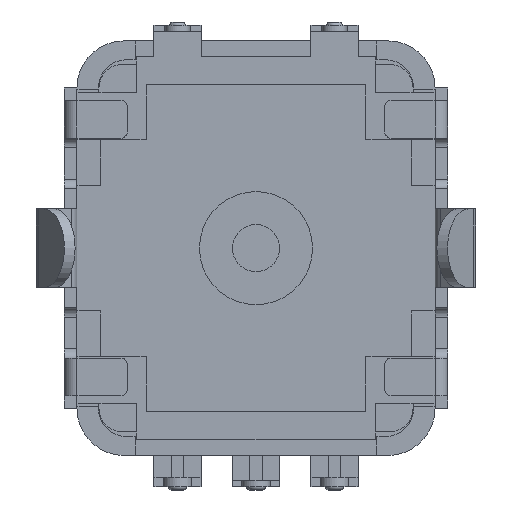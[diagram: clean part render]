
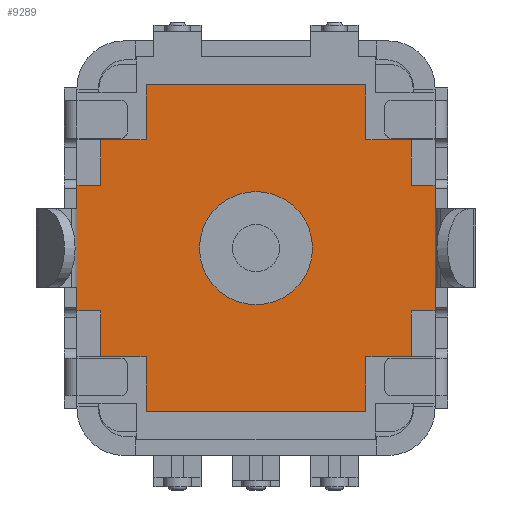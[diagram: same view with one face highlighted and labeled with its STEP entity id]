
A CAD part, front view. The second image highlights one B-rep face of the part: STEP entity #9289.
In plain terms, the highlighted planar face has unit normal (0, -1, 0).
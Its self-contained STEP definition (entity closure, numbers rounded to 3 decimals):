
#960=DIRECTION('',(0.,0.,1.));
#961=VECTOR('',#960,2.5);
#962=CARTESIAN_POINT('',(-5.7,-5.1,-1.25));
#963=LINE('',#962,#961);
#964=DIRECTION('',(0.,0.,1.));
#965=VECTOR('',#964,2.5);
#966=CARTESIAN_POINT('',(5.7,-5.1,-1.25));
#967=LINE('',#966,#965);
#968=DIRECTION('',(0.,0.,1.));
#969=VECTOR('',#968,0.75);
#970=CARTESIAN_POINT('',(5.7,-5.1,-2.));
#971=LINE('',#970,#969);
#972=DIRECTION('',(1.,0.,0.));
#973=VECTOR('',#972,0.75);
#974=CARTESIAN_POINT('',(4.95,-5.1,-2.));
#975=LINE('',#974,#973);
#976=DIRECTION('',(0.,0.,1.));
#977=VECTOR('',#976,1.45);
#978=CARTESIAN_POINT('',(4.95,-5.1,-3.45));
#979=LINE('',#978,#977);
#980=DIRECTION('',(1.,0.,0.));
#981=VECTOR('',#980,1.45);
#982=CARTESIAN_POINT('',(3.5,-5.1,-3.45));
#983=LINE('',#982,#981);
#984=DIRECTION('',(0.,0.,1.));
#985=VECTOR('',#984,1.75);
#986=CARTESIAN_POINT('',(3.5,-5.1,-5.2));
#987=LINE('',#986,#985);
#988=DIRECTION('',(1.,0.,0.));
#989=VECTOR('',#988,7.);
#990=CARTESIAN_POINT('',(-3.5,-5.1,-5.2));
#991=LINE('',#990,#989);
#992=DIRECTION('',(0.,0.,-1.));
#993=VECTOR('',#992,1.75);
#994=CARTESIAN_POINT('',(-3.5,-5.1,-3.45));
#995=LINE('',#994,#993);
#996=DIRECTION('',(1.,0.,0.));
#997=VECTOR('',#996,1.45);
#998=CARTESIAN_POINT('',(-4.95,-5.1,-3.45));
#999=LINE('',#998,#997);
#1000=DIRECTION('',(0.,0.,-1.));
#1001=VECTOR('',#1000,1.45);
#1002=CARTESIAN_POINT('',(-4.95,-5.1,-2.));
#1003=LINE('',#1002,#1001);
#1004=DIRECTION('',(1.,0.,0.));
#1005=VECTOR('',#1004,0.75);
#1006=CARTESIAN_POINT('',(-5.7,-5.1,-2.));
#1007=LINE('',#1006,#1005);
#1008=DIRECTION('',(0.,0.,-1.));
#1009=VECTOR('',#1008,0.75);
#1010=CARTESIAN_POINT('',(-5.7,-5.1,-1.25));
#1011=LINE('',#1010,#1009);
#1012=DIRECTION('',(0.,0.,-1.));
#1013=VECTOR('',#1012,0.75);
#1014=CARTESIAN_POINT('',(-5.7,-5.1,2.));
#1015=LINE('',#1014,#1013);
#1016=DIRECTION('',(-1.,0.,0.));
#1017=VECTOR('',#1016,0.75);
#1018=CARTESIAN_POINT('',(-4.95,-5.1,2.));
#1019=LINE('',#1018,#1017);
#1020=DIRECTION('',(0.,0.,-1.));
#1021=VECTOR('',#1020,1.45);
#1022=CARTESIAN_POINT('',(-4.95,-5.1,3.45));
#1023=LINE('',#1022,#1021);
#1024=DIRECTION('',(-1.,0.,0.));
#1025=VECTOR('',#1024,1.45);
#1026=CARTESIAN_POINT('',(-3.5,-5.1,3.45));
#1027=LINE('',#1026,#1025);
#1028=DIRECTION('',(0.,0.,-1.));
#1029=VECTOR('',#1028,1.75);
#1030=CARTESIAN_POINT('',(-3.5,-5.1,5.2));
#1031=LINE('',#1030,#1029);
#1032=DIRECTION('',(-1.,0.,0.));
#1033=VECTOR('',#1032,7.);
#1034=CARTESIAN_POINT('',(3.5,-5.1,5.2));
#1035=LINE('',#1034,#1033);
#1036=DIRECTION('',(0.,0.,1.));
#1037=VECTOR('',#1036,1.75);
#1038=CARTESIAN_POINT('',(3.5,-5.1,3.45));
#1039=LINE('',#1038,#1037);
#1040=DIRECTION('',(-1.,0.,0.));
#1041=VECTOR('',#1040,1.45);
#1042=CARTESIAN_POINT('',(4.95,-5.1,3.45));
#1043=LINE('',#1042,#1041);
#1044=DIRECTION('',(0.,0.,1.));
#1045=VECTOR('',#1044,1.45);
#1046=CARTESIAN_POINT('',(4.95,-5.1,2.));
#1047=LINE('',#1046,#1045);
#1048=DIRECTION('',(-1.,0.,0.));
#1049=VECTOR('',#1048,0.75);
#1050=CARTESIAN_POINT('',(5.7,-5.1,2.));
#1051=LINE('',#1050,#1049);
#1052=DIRECTION('',(0.,0.,1.));
#1053=VECTOR('',#1052,0.75);
#1054=CARTESIAN_POINT('',(5.7,-5.1,1.25));
#1055=LINE('',#1054,#1053);
#1056=CARTESIAN_POINT('',(0.,-5.1,0.));
#1057=DIRECTION('',(0.,1.,0.));
#1058=DIRECTION('',(1.,0.,0.));
#1059=AXIS2_PLACEMENT_3D('',#1056,#1057,#1058);
#1061=CARTESIAN_POINT('',(0.,-5.1,0.));
#1062=DIRECTION('',(0.,1.,0.));
#1063=DIRECTION('',(-1.,0.,0.));
#1064=AXIS2_PLACEMENT_3D('',#1061,#1062,#1063);
#6937=CARTESIAN_POINT('',(-5.7,-5.1,1.25));
#6938=VERTEX_POINT('',#6937);
#7015=CARTESIAN_POINT('',(-1.8,-5.1,0.));
#7017=VERTEX_POINT('',#7015);
#7075=CARTESIAN_POINT('',(-5.7,-5.1,-1.25));
#7076=VERTEX_POINT('',#7075);
#7089=CARTESIAN_POINT('',(-5.7,-5.1,2.));
#7090=VERTEX_POINT('',#7089);
#7106=CARTESIAN_POINT('',(1.8,-5.1,0.));
#7108=VERTEX_POINT('',#7106);
#7167=CARTESIAN_POINT('',(5.7,-5.1,-1.25));
#7168=CARTESIAN_POINT('',(5.7,-5.1,1.25));
#7169=VERTEX_POINT('',#7167);
#7170=VERTEX_POINT('',#7168);
#7229=CARTESIAN_POINT('',(5.7,-5.1,-2.));
#7230=VERTEX_POINT('',#7229);
#7291=CARTESIAN_POINT('',(5.7,-5.1,2.));
#7292=VERTEX_POINT('',#7291);
#7297=CARTESIAN_POINT('',(-5.7,-5.1,-2.));
#7298=VERTEX_POINT('',#7297);
#7309=CARTESIAN_POINT('',(-4.95,-5.1,2.));
#7310=VERTEX_POINT('',#7309);
#7337=CARTESIAN_POINT('',(4.95,-5.1,-3.45));
#7338=VERTEX_POINT('',#7337);
#7339=CARTESIAN_POINT('',(3.5,-5.1,-3.45));
#7340=VERTEX_POINT('',#7339);
#7373=CARTESIAN_POINT('',(4.95,-5.1,2.));
#7374=VERTEX_POINT('',#7373);
#7375=CARTESIAN_POINT('',(4.95,-5.1,-2.));
#7376=VERTEX_POINT('',#7375);
#7383=CARTESIAN_POINT('',(-4.95,-5.1,-2.));
#7384=VERTEX_POINT('',#7383);
#7397=CARTESIAN_POINT('',(-4.95,-5.1,3.45));
#7398=VERTEX_POINT('',#7397);
#7423=CARTESIAN_POINT('',(3.5,-5.1,-5.2));
#7424=VERTEX_POINT('',#7423);
#7455=CARTESIAN_POINT('',(4.95,-5.1,3.45));
#7456=VERTEX_POINT('',#7455);
#7463=CARTESIAN_POINT('',(-4.95,-5.1,-3.45));
#7464=VERTEX_POINT('',#7463);
#7475=CARTESIAN_POINT('',(-3.5,-5.1,3.45));
#7476=VERTEX_POINT('',#7475);
#7493=CARTESIAN_POINT('',(-3.5,-5.1,-5.2));
#7494=VERTEX_POINT('',#7493);
#7511=CARTESIAN_POINT('',(3.5,-5.1,3.45));
#7512=VERTEX_POINT('',#7511);
#7519=CARTESIAN_POINT('',(-3.5,-5.1,-3.45));
#7520=VERTEX_POINT('',#7519);
#7531=CARTESIAN_POINT('',(-3.5,-5.1,5.2));
#7532=VERTEX_POINT('',#7531);
#7575=CARTESIAN_POINT('',(3.5,-5.1,5.2));
#7576=VERTEX_POINT('',#7575);
#9229=CARTESIAN_POINT('',(0.,-5.1,0.));
#9230=DIRECTION('',(0.,-1.,0.));
#9231=DIRECTION('',(-1.,0.,0.));
#9232=AXIS2_PLACEMENT_3D('',#9229,#9230,#9231);
#9233=PLANE('',#9232);
#9235=ORIENTED_EDGE('',*,*,#9234,.F.);
#9237=ORIENTED_EDGE('',*,*,#9236,.F.);
#9239=ORIENTED_EDGE('',*,*,#9238,.F.);
#9241=ORIENTED_EDGE('',*,*,#9240,.F.);
#9243=ORIENTED_EDGE('',*,*,#9242,.F.);
#9245=ORIENTED_EDGE('',*,*,#9244,.F.);
#9247=ORIENTED_EDGE('',*,*,#9246,.F.);
#9249=ORIENTED_EDGE('',*,*,#9248,.F.);
#9251=ORIENTED_EDGE('',*,*,#9250,.F.);
#9253=ORIENTED_EDGE('',*,*,#9252,.F.);
#9255=ORIENTED_EDGE('',*,*,#9254,.F.);
#9257=ORIENTED_EDGE('',*,*,#9256,.F.);
#9258=ORIENTED_EDGE('',*,*,#9224,.T.);
#9260=ORIENTED_EDGE('',*,*,#9259,.F.);
#9262=ORIENTED_EDGE('',*,*,#9261,.F.);
#9264=ORIENTED_EDGE('',*,*,#9263,.F.);
#9266=ORIENTED_EDGE('',*,*,#9265,.F.);
#9268=ORIENTED_EDGE('',*,*,#9267,.F.);
#9270=ORIENTED_EDGE('',*,*,#9269,.F.);
#9272=ORIENTED_EDGE('',*,*,#9271,.F.);
#9274=ORIENTED_EDGE('',*,*,#9273,.F.);
#9276=ORIENTED_EDGE('',*,*,#9275,.F.);
#9278=ORIENTED_EDGE('',*,*,#9277,.F.);
#9280=ORIENTED_EDGE('',*,*,#9279,.F.);
#9281=EDGE_LOOP('',(#9235,#9237,#9239,#9241,#9243,#9245,#9247,#9249,#9251,#9253,
#9255,#9257,#9258,#9260,#9262,#9264,#9266,#9268,#9270,#9272,#9274,#9276,#9278,
#9280));
#9282=FACE_OUTER_BOUND('',#9281,.F.);
#9284=ORIENTED_EDGE('',*,*,#9283,.F.);
#9286=ORIENTED_EDGE('',*,*,#9285,.F.);
#9287=EDGE_LOOP('',(#9284,#9286));
#9288=FACE_BOUND('',#9287,.F.);
#9289=ADVANCED_FACE('',(#9282,#9288),#9233,.T.);
#1060=CIRCLE('',#1059,1.8);
#1065=CIRCLE('',#1064,1.8);
#9224=EDGE_CURVE('',#7076,#6938,#963,.T.);
#9234=EDGE_CURVE('',#7169,#7170,#967,.T.);
#9236=EDGE_CURVE('',#7230,#7169,#971,.T.);
#9238=EDGE_CURVE('',#7376,#7230,#975,.T.);
#9240=EDGE_CURVE('',#7338,#7376,#979,.T.);
#9242=EDGE_CURVE('',#7340,#7338,#983,.T.);
#9244=EDGE_CURVE('',#7424,#7340,#987,.T.);
#9246=EDGE_CURVE('',#7494,#7424,#991,.T.);
#9248=EDGE_CURVE('',#7520,#7494,#995,.T.);
#9250=EDGE_CURVE('',#7464,#7520,#999,.T.);
#9252=EDGE_CURVE('',#7384,#7464,#1003,.T.);
#9254=EDGE_CURVE('',#7298,#7384,#1007,.T.);
#9256=EDGE_CURVE('',#7076,#7298,#1011,.T.);
#9259=EDGE_CURVE('',#7090,#6938,#1015,.T.);
#9261=EDGE_CURVE('',#7310,#7090,#1019,.T.);
#9263=EDGE_CURVE('',#7398,#7310,#1023,.T.);
#9265=EDGE_CURVE('',#7476,#7398,#1027,.T.);
#9267=EDGE_CURVE('',#7532,#7476,#1031,.T.);
#9269=EDGE_CURVE('',#7576,#7532,#1035,.T.);
#9271=EDGE_CURVE('',#7512,#7576,#1039,.T.);
#9273=EDGE_CURVE('',#7456,#7512,#1043,.T.);
#9275=EDGE_CURVE('',#7374,#7456,#1047,.T.);
#9277=EDGE_CURVE('',#7292,#7374,#1051,.T.);
#9279=EDGE_CURVE('',#7170,#7292,#1055,.T.);
#9283=EDGE_CURVE('',#7108,#7017,#1060,.T.);
#9285=EDGE_CURVE('',#7017,#7108,#1065,.T.);
